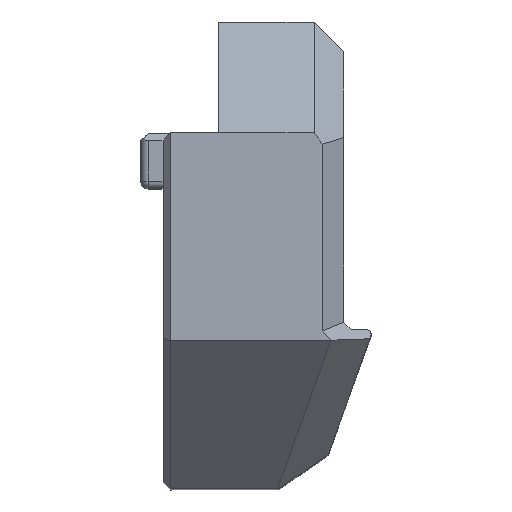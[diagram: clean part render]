
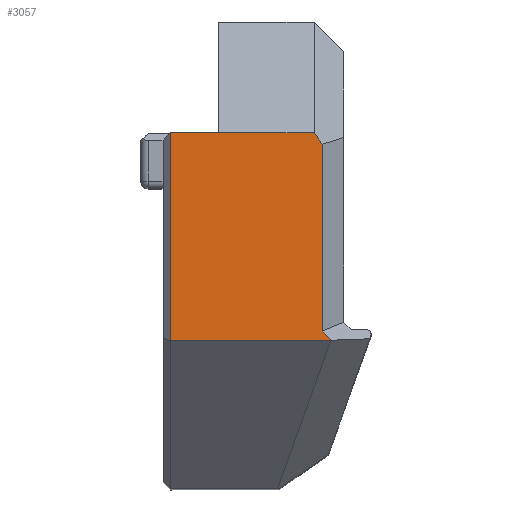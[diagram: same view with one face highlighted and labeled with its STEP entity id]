
A CAD part, top view. The second image highlights one B-rep face of the part: STEP entity #3057.
In plain terms, the highlighted planar face has unit normal (0, 0, 1).
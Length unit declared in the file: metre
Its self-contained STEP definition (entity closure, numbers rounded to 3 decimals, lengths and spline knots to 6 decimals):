
#510=ORIENTED_EDGE('',*,*,#1296,.F.);
#511=ORIENTED_EDGE('',*,*,#1295,.F.);
#512=ORIENTED_EDGE('',*,*,#1213,.F.);
#513=ORIENTED_EDGE('',*,*,#1194,.F.);
#514=ORIENTED_EDGE('',*,*,#1230,.T.);
#515=ORIENTED_EDGE('',*,*,#1297,.T.);
#516=ORIENTED_EDGE('',*,*,#1226,.T.);
#517=ORIENTED_EDGE('',*,*,#1280,.F.);
#518=ORIENTED_EDGE('',*,*,#1276,.F.);
#1194=EDGE_CURVE('',#1615,#1614,#1909,.T.);
#1213=EDGE_CURVE('',#1614,#1632,#1928,.T.);
#1226=EDGE_CURVE('',#1643,#1637,#1941,.T.);
#1230=EDGE_CURVE('',#1615,#1645,#1945,.T.);
#1276=EDGE_CURVE('',#1673,#1675,#1977,.T.);
#1280=EDGE_CURVE('',#1675,#1637,#1981,.T.);
#1295=EDGE_CURVE('',#1632,#1685,#1996,.T.);
#1296=EDGE_CURVE('',#1685,#1673,#1997,.T.);
#1297=EDGE_CURVE('',#1645,#1643,#1998,.T.);
#1614=VERTEX_POINT('',#4296);
#1615=VERTEX_POINT('',#4299);
#1632=VERTEX_POINT('',#4339);
#1637=VERTEX_POINT('',#4352);
#1643=VERTEX_POINT('',#4367);
#1645=VERTEX_POINT('',#4375);
#1673=VERTEX_POINT('',#4465);
#1675=VERTEX_POINT('',#4468);
#1685=VERTEX_POINT('',#4502);
#1909=LINE('',#4300,#2241);
#1928=LINE('',#4338,#2260);
#1941=LINE('',#4366,#2273);
#1945=LINE('',#4374,#2277);
#1977=LINE('',#4467,#2309);
#1981=LINE('',#4475,#2313);
#1996=LINE('',#4503,#2328);
#1997=LINE('',#4505,#2329);
#1998=LINE('',#4506,#2330);
#2241=VECTOR('',#3555,1.);
#2260=VECTOR('',#3580,1.);
#2273=VECTOR('',#3601,1.);
#2277=VECTOR('',#3609,1.);
#2309=VECTOR('',#3703,1.);
#2313=VECTOR('',#3709,1.);
#2328=VECTOR('',#3734,1.);
#2329=VECTOR('',#3737,1.);
#2330=VECTOR('',#3738,1.);
#2567=EDGE_LOOP('',(#510,#511,#512,#513,#514,#515,#516,#517,#518));
#2758=FACE_BOUND('',#2567,.T.);
#2929=PLANE('',#3278);
#3057=ADVANCED_FACE('',(#2758),#2929,.F.);
#3278=AXIS2_PLACEMENT_3D('',#4504,#3735,#3736);
#3555=DIRECTION('',(0.577,-0.816,0.));
#3580=DIRECTION('',(0.,-1.,0.));
#3601=DIRECTION('',(-1.,0.,0.));
#3609=DIRECTION('',(-1.,0.,0.));
#3703=DIRECTION('',(-1.,0.,0.));
#3709=DIRECTION('',(0.,1.,0.));
#3734=DIRECTION('',(0.707,-0.707,0.));
#3735=DIRECTION('',(0.,0.,-1.));
#3736=DIRECTION('',(1.,0.,0.));
#3737=DIRECTION('',(-0.743,-0.669,0.));
#3738=DIRECTION('',(0.,-1.,0.));
#4296=CARTESIAN_POINT('',(0.004339,0.003683,0.047999));
#4299=CARTESIAN_POINT('',(0.003893,0.004312,0.047999));
#4300=CARTESIAN_POINT('',(0.004917,0.002864,0.047999));
#4338=CARTESIAN_POINT('',(0.004339,-0.00468,0.047999));
#4339=CARTESIAN_POINT('',(0.004339,-0.006428,0.047999));
#4352=CARTESIAN_POINT('',(-0.003893,0.004311,0.047999));
#4366=CARTESIAN_POINT('',(-0.001458,0.004311,0.047999));
#4367=CARTESIAN_POINT('',(-0.001293,0.004311,0.047999));
#4374=CARTESIAN_POINT('',(0.001377,0.004312,0.047999));
#4375=CARTESIAN_POINT('',(-0.001293,0.004312,0.047999));
#4465=CARTESIAN_POINT('',(0.004793,-0.006969,0.047999));
#4467=CARTESIAN_POINT('',(-0.001458,-0.006969,0.047999));
#4468=CARTESIAN_POINT('',(-0.003893,-0.006969,0.047999));
#4475=CARTESIAN_POINT('',(-0.003893,0.0004,0.047999));
#4502=CARTESIAN_POINT('',(0.004839,-0.006928,0.047999));
#4503=CARTESIAN_POINT('',(0.003138,-0.005228,0.047999));
#4504=CARTESIAN_POINT('',(0.001377,-0.00351,0.047999));
#4505=CARTESIAN_POINT('',(0.003621,-0.008024,0.047999));
#4506=CARTESIAN_POINT('',(-0.001293,0.002401,0.047999));
